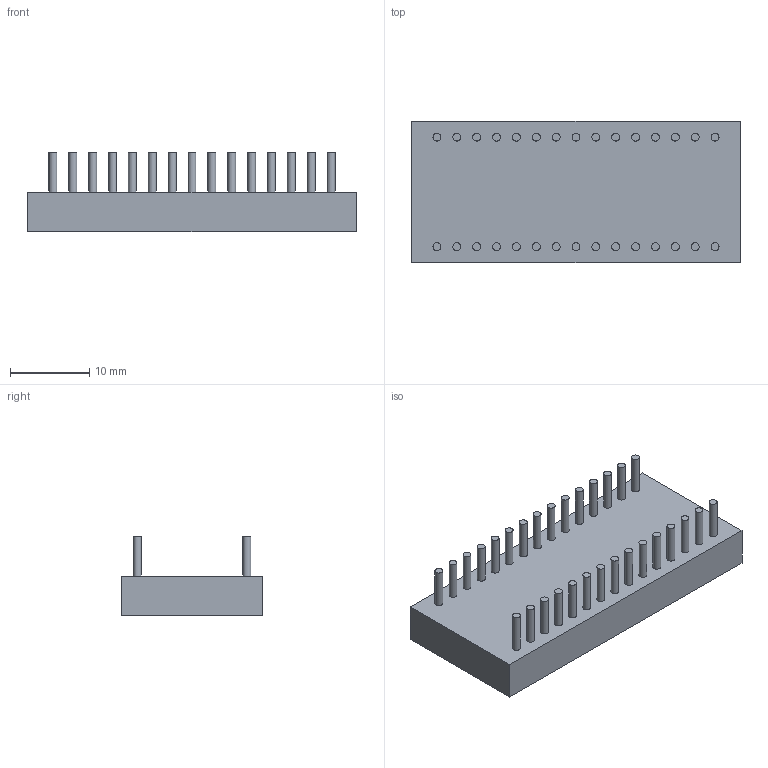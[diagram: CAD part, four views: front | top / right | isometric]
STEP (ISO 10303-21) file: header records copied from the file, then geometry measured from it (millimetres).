
FILE_DESCRIPTION(/* description */ ('STEP AP242','CAx-IF Rec.Pracs.---Representation and Presentation of Product Manufacturing Information (PMI)---4.0---2014-10-13','CAx-IF Rec.Pracs.---3D Tessellated Geometry---0.4---2014-09-14','2;1'),/* implementation_level */ '2;1');
FILE_NAME(/* name */ '688fb5ee63b67d60c6a7092a',/* time_stamp */ '2025-08-03T19:18:07Z',/* author */ (''),/* organization */ (''),/* preprocessor_version */ 'ST-DEVELOPER v20',/* originating_system */ 'ONSHAPE BY PTC INC, 1.201',/* authorisation */ ' ');
FILE_SCHEMA (('AP242_MANAGED_MODEL_BASED_3D_ENGINEERING_MIM_LF { 1 0 10303 442 1 1 4 }'));
Length unit declared in the file: metre
Products named in the file (1): Makeshift nano
Bounding box: 41.3 x 17.8 x 10 mm (x, y, z)
Volume: 3793.5 mm3; surface area: 2532.5 mm2
Topology: 1 solids, 1 shells, 66 faces, 102 edges, 68 vertices
Faces by surface type: plane 36, cylinder 30
Full cylindrical faces by diameter (mm): 1 x30
Entity records: 1378 total; most frequent: DIRECTION 266, CARTESIAN_POINT 207, ORIENTED_EDGE 144, AXIS2_PLACEMENT_3D 127, EDGE_LOOP 126, FACE_BOUND 126, EDGE_CURVE 72, VERTEX_POINT 68
